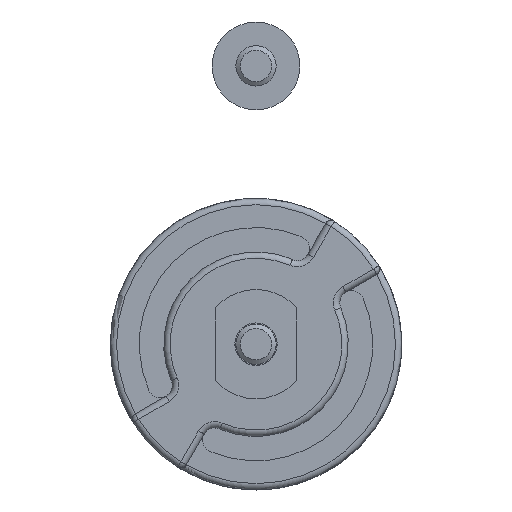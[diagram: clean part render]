
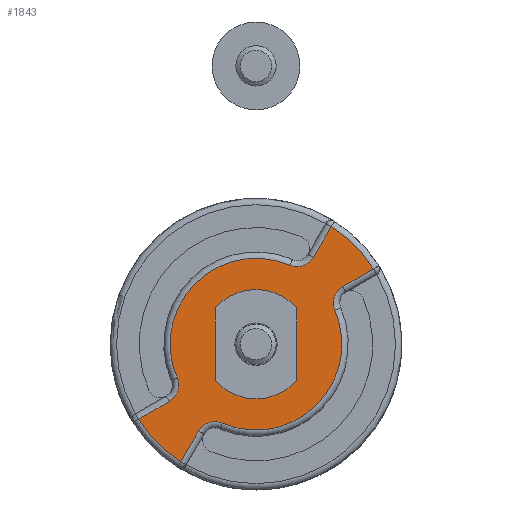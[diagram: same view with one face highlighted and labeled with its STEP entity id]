
A CAD part, front view. The second image highlights one B-rep face of the part: STEP entity #1843.
In plain terms, the highlighted planar face has unit normal (0, -1, 0).
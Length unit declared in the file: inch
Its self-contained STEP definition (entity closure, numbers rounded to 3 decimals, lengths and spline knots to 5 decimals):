
#95=FACE_BOUND('',#570,.T.);
#107=PLANE('',#2097);
#154=LINE('',#2905,#272);
#156=LINE('',#2926,#274);
#160=LINE('',#2954,#278);
#162=LINE('',#2975,#280);
#177=LINE('',#3074,#295);
#178=LINE('',#3078,#296);
#272=VECTOR('',#2282,0.3937);
#274=VECTOR('',#2310,0.3937);
#278=VECTOR('',#2344,0.3937);
#280=VECTOR('',#2372,0.3937);
#295=VECTOR('',#2447,0.3937);
#296=VECTOR('',#2450,0.3937);
#454=FACE_OUTER_BOUND('',#569,.T.);
#569=EDGE_LOOP('',(#1366,#1367,#1368,#1369,#1370,#1371,#1372,#1373,#1374,
#1375,#1376,#1377));
#570=EDGE_LOOP('',(#1378,#1379,#1380,#1381));
#680=CIRCLE('',#2030,0.088);
#683=CIRCLE('',#2034,0.405);
#686=CIRCLE('',#2038,0.088);
#692=CIRCLE('',#2048,0.6575);
#699=CIRCLE('',#2058,0.088);
#702=CIRCLE('',#2062,0.405);
#705=CIRCLE('',#2066,0.088);
#707=CIRCLE('',#2070,0.6575);
#725=CIRCLE('',#2098,0.2575);
#726=CIRCLE('',#2099,0.2575);
#788=VERTEX_POINT('',#2887);
#791=VERTEX_POINT('',#2894);
#794=VERTEX_POINT('',#2901);
#796=VERTEX_POINT('',#2907);
#798=VERTEX_POINT('',#2913);
#800=VERTEX_POINT('',#2919);
#805=VERTEX_POINT('',#2936);
#808=VERTEX_POINT('',#2946);
#809=VERTEX_POINT('',#2950);
#811=VERTEX_POINT('',#2956);
#813=VERTEX_POINT('',#2962);
#815=VERTEX_POINT('',#2968);
#839=VERTEX_POINT('',#3072);
#840=VERTEX_POINT('',#3073);
#841=VERTEX_POINT('',#3075);
#842=VERTEX_POINT('',#3077);
#974=EDGE_CURVE('',#791,#794,#154,.T.);
#977=EDGE_CURVE('',#794,#796,#680,.T.);
#980=EDGE_CURVE('',#796,#798,#683,.T.);
#983=EDGE_CURVE('',#798,#800,#686,.T.);
#985=EDGE_CURVE('',#800,#788,#156,.T.);
#993=EDGE_CURVE('',#788,#805,#692,.T.);
#999=EDGE_CURVE('',#805,#809,#160,.T.);
#1002=EDGE_CURVE('',#809,#811,#699,.T.);
#1005=EDGE_CURVE('',#811,#813,#702,.T.);
#1008=EDGE_CURVE('',#813,#815,#705,.T.);
#1010=EDGE_CURVE('',#815,#808,#162,.T.);
#1012=EDGE_CURVE('',#808,#791,#707,.T.);
#1046=EDGE_CURVE('',#839,#840,#177,.T.);
#1047=EDGE_CURVE('',#840,#841,#725,.T.);
#1048=EDGE_CURVE('',#841,#842,#178,.T.);
#1049=EDGE_CURVE('',#842,#839,#726,.T.);
#1366=ORIENTED_EDGE('',*,*,#974,.F.);
#1367=ORIENTED_EDGE('',*,*,#1012,.F.);
#1368=ORIENTED_EDGE('',*,*,#1010,.F.);
#1369=ORIENTED_EDGE('',*,*,#1008,.F.);
#1370=ORIENTED_EDGE('',*,*,#1005,.F.);
#1371=ORIENTED_EDGE('',*,*,#1002,.F.);
#1372=ORIENTED_EDGE('',*,*,#999,.F.);
#1373=ORIENTED_EDGE('',*,*,#993,.F.);
#1374=ORIENTED_EDGE('',*,*,#985,.F.);
#1375=ORIENTED_EDGE('',*,*,#983,.F.);
#1376=ORIENTED_EDGE('',*,*,#980,.F.);
#1377=ORIENTED_EDGE('',*,*,#977,.F.);
#1378=ORIENTED_EDGE('',*,*,#1046,.T.);
#1379=ORIENTED_EDGE('',*,*,#1047,.T.);
#1380=ORIENTED_EDGE('',*,*,#1048,.T.);
#1381=ORIENTED_EDGE('',*,*,#1049,.T.);
#1843=ADVANCED_FACE('',(#454,#95),#107,.T.);
#2030=AXIS2_PLACEMENT_3D('',#2911,#2289,#2290);
#2034=AXIS2_PLACEMENT_3D('',#2917,#2297,#2298);
#2038=AXIS2_PLACEMENT_3D('',#2923,#2305,#2306);
#2048=AXIS2_PLACEMENT_3D('',#2941,#2329,#2330);
#2058=AXIS2_PLACEMENT_3D('',#2960,#2351,#2352);
#2062=AXIS2_PLACEMENT_3D('',#2966,#2359,#2360);
#2066=AXIS2_PLACEMENT_3D('',#2972,#2367,#2368);
#2070=AXIS2_PLACEMENT_3D('',#2978,#2377,#2378);
#2097=AXIS2_PLACEMENT_3D('',#3071,#2445,#2446);
#2098=AXIS2_PLACEMENT_3D('',#3076,#2448,#2449);
#2099=AXIS2_PLACEMENT_3D('',#3079,#2451,#2452);
#2282=DIRECTION('',(-0.866,0.,-0.5));
#2289=DIRECTION('center_axis',(0.,-1.,0.));
#2290=DIRECTION('ref_axis',(-0.949,0.,0.315));
#2297=DIRECTION('center_axis',(0.,1.,0.));
#2298=DIRECTION('ref_axis',(0.707,0.,-0.707));
#2305=DIRECTION('center_axis',(0.,-1.,0.));
#2306=DIRECTION('ref_axis',(-0.315,0.,0.949));
#2310=DIRECTION('',(-0.5,0.,-0.866));
#2329=DIRECTION('center_axis',(0.,1.,0.));
#2330=DIRECTION('ref_axis',(-0.707,0.,-0.707));
#2344=DIRECTION('',(0.866,0.,0.5));
#2351=DIRECTION('center_axis',(0.,-1.,0.));
#2352=DIRECTION('ref_axis',(0.949,0.,-0.315));
#2359=DIRECTION('center_axis',(0.,1.,0.));
#2360=DIRECTION('ref_axis',(-0.707,0.,0.707));
#2367=DIRECTION('center_axis',(0.,-1.,0.));
#2368=DIRECTION('ref_axis',(0.315,0.,-0.949));
#2372=DIRECTION('',(0.5,0.,0.866));
#2377=DIRECTION('center_axis',(0.,1.,0.));
#2378=DIRECTION('ref_axis',(0.707,0.,0.707));
#2445=DIRECTION('center_axis',(0.,-1.,0.));
#2446=DIRECTION('ref_axis',(0.,0.,-1.));
#2447=DIRECTION('',(0.,0.,1.));
#2448=DIRECTION('center_axis',(0.,1.,0.));
#2449=DIRECTION('ref_axis',(0.748,0.,0.664));
#2450=DIRECTION('',(0.,0.,-1.));
#2451=DIRECTION('center_axis',(0.,1.,0.));
#2452=DIRECTION('ref_axis',(-0.748,0.,-0.664));
#2887=CARTESIAN_POINT('',(-0.35439,-0.39,-0.55382));
#2894=CARTESIAN_POINT('',(0.55382,-0.39,0.35439));
#2901=CARTESIAN_POINT('',(0.40899,-0.39,0.27077));
#2905=CARTESIAN_POINT('',(0.17336,-0.39,0.13473));
#2907=CARTESIAN_POINT('',(0.37213,-0.39,0.15983));
#2911=CARTESIAN_POINT('Origin',(0.45299,-0.39,0.19456));
#2913=CARTESIAN_POINT('',(-0.15983,-0.39,-0.37213));
#2917=CARTESIAN_POINT('Origin',(0.,-0.39,0.));
#2919=CARTESIAN_POINT('',(-0.27077,-0.39,-0.40899));
#2923=CARTESIAN_POINT('Origin',(-0.19456,-0.39,-0.45299));
#2926=CARTESIAN_POINT('',(-0.19786,-0.39,-0.2827));
#2936=CARTESIAN_POINT('',(-0.55382,-0.39,-0.35439));
#2941=CARTESIAN_POINT('Origin',(0.,-0.39,0.));
#2946=CARTESIAN_POINT('',(0.35439,-0.39,0.55382));
#2950=CARTESIAN_POINT('',(-0.40899,-0.39,-0.27077));
#2954=CARTESIAN_POINT('',(-0.17336,-0.39,-0.13473));
#2956=CARTESIAN_POINT('',(-0.37213,-0.39,-0.15983));
#2960=CARTESIAN_POINT('Origin',(-0.45299,-0.39,-0.19456));
#2962=CARTESIAN_POINT('',(0.15983,-0.39,0.37213));
#2966=CARTESIAN_POINT('Origin',(0.,-0.39,0.));
#2968=CARTESIAN_POINT('',(0.27077,-0.39,0.40899));
#2972=CARTESIAN_POINT('Origin',(0.19456,-0.39,0.45299));
#2975=CARTESIAN_POINT('',(0.19786,-0.39,0.2827));
#2978=CARTESIAN_POINT('Origin',(0.,-0.39,0.));
#3071=CARTESIAN_POINT('Origin',(0.,-0.39,0.));
#3072=CARTESIAN_POINT('',(-0.1925,-0.39,-0.17103));
#3073=CARTESIAN_POINT('',(-0.1925,-0.39,0.17103));
#3074=CARTESIAN_POINT('',(-0.1925,-0.39,-0.08551));
#3075=CARTESIAN_POINT('',(0.1925,-0.39,0.17103));
#3076=CARTESIAN_POINT('Origin',(0.,-0.39,0.));
#3077=CARTESIAN_POINT('',(0.1925,-0.39,-0.17103));
#3078=CARTESIAN_POINT('',(0.1925,-0.39,0.08551));
#3079=CARTESIAN_POINT('Origin',(0.,-0.39,0.));
